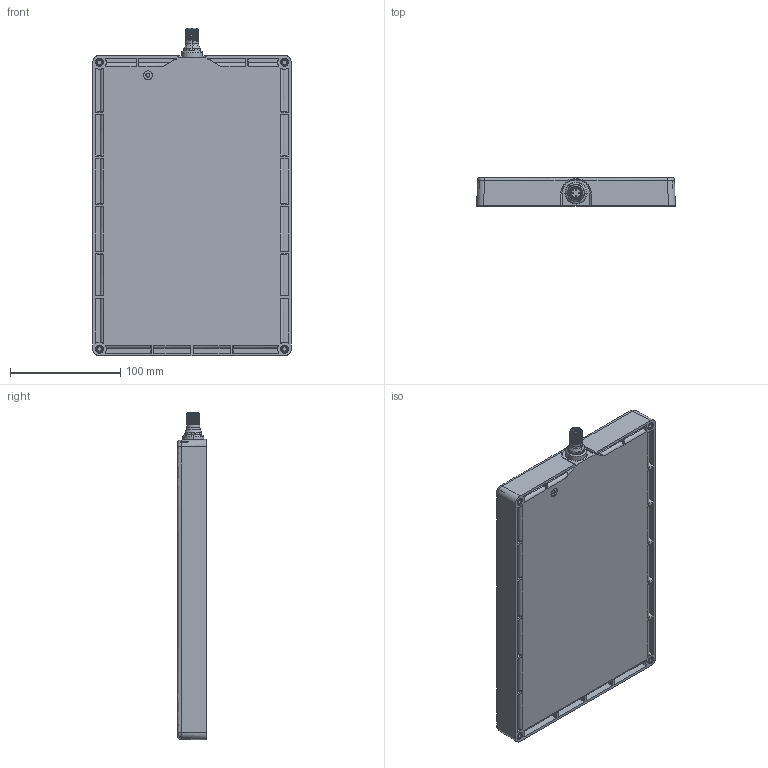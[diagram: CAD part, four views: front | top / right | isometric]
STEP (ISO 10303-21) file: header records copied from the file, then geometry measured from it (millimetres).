
FILE_DESCRIPTION((''),'2;1');
FILE_NAME('157870_SM01_ASM','2023-06-27T09:17:19',('banengservice'),('BANNER ENGINEERING'),'CREO PARAMETRIC BY PTC INC, 2022414','CREO PARAMETRIC BY PTC INC, 2022414','');
FILE_SCHEMA(('CONFIG_CONTROL_DESIGN'));
Length unit declared in the file: inch
Products named in the file (2): 157870_EP01; 157870_SM01_ASM
Assembly tree (1 placements, depth 2):
  157870_SM01_ASM
    157870_EP01
Bounding box: 180.1 x 25.77 x 297.54 mm (x, y, z)
Volume: 1203217.5 mm3; surface area: 145817.2 mm2
Topology: 1 solids, 1 shells, 528 faces, 1336 edges, 855 vertices
Faces by surface type: cylinder 168, plane 163, bspline 128, cone 62, torus 7
Entity records: 28736 total; most frequent: CARTESIAN_POINT 17180, ORIENTED_EDGE 2672, DIRECTION 1967, EDGE_CURVE 1336, VERTEX_POINT 855, AXIS2_PLACEMENT_3D 722, EDGE_LOOP 573, FACE_OUTER_BOUND 528
